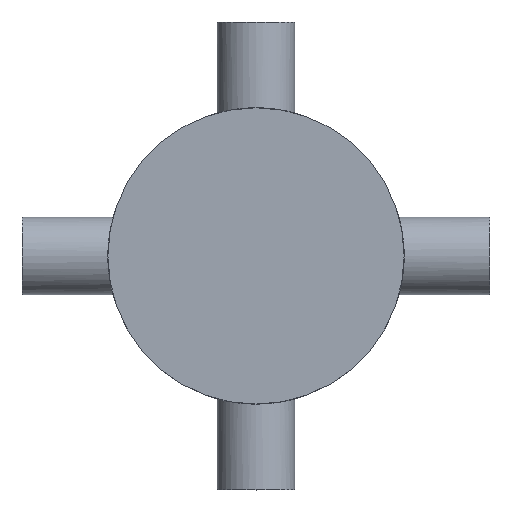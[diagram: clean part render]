
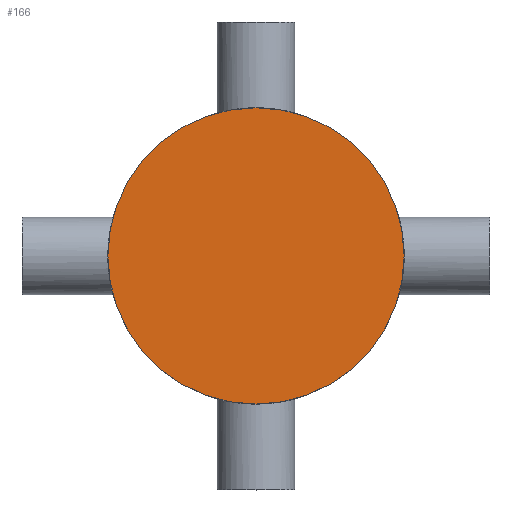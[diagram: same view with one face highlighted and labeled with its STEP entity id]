
A CAD part, top view. The second image highlights one B-rep face of the part: STEP entity #166.
In plain terms, the highlighted planar face has unit normal (0, 0, 1).
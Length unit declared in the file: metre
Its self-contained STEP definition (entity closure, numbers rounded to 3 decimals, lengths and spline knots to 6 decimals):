
#20=PLANE('',#201);
#50=ORIENTED_EDGE('',*,*,#88,.T.);
#51=ORIENTED_EDGE('',*,*,#81,.T.);
#52=ORIENTED_EDGE('',*,*,#84,.T.);
#53=ORIENTED_EDGE('',*,*,#74,.T.);
#74=EDGE_CURVE('',#94,#95,#106,.T.);
#81=EDGE_CURVE('',#98,#101,#109,.T.);
#84=EDGE_CURVE('',#101,#94,#111,.T.);
#88=EDGE_CURVE('',#95,#98,#113,.T.);
#94=VERTEX_POINT('',#272);
#95=VERTEX_POINT('',#273);
#98=VERTEX_POINT('',#305);
#101=VERTEX_POINT('',#318);
#106=CIRCLE('',#190,0.019);
#109=CIRCLE('',#194,0.019);
#111=CIRCLE('',#197,0.019);
#113=CIRCLE('',#200,0.019);
#122=EDGE_LOOP('',(#50,#51,#52,#53));
#140=FACE_BOUND('',#122,.T.);
#166=ADVANCED_FACE('',(#140),#20,.T.);
#190=AXIS2_PLACEMENT_3D('',#271,#219,#220);
#194=AXIS2_PLACEMENT_3D('',#319,#227,#228);
#197=AXIS2_PLACEMENT_3D('',#331,#233,#234);
#200=AXIS2_PLACEMENT_3D('',#352,#239,#240);
#201=AXIS2_PLACEMENT_3D('',#362,#241,#242);
#219=DIRECTION('',(0.,0.,1.));
#220=DIRECTION('',(1.,0.,0.));
#227=DIRECTION('',(0.,0.,1.));
#228=DIRECTION('',(1.,0.,0.));
#233=DIRECTION('',(0.,0.,1.));
#234=DIRECTION('',(1.,0.,0.));
#239=DIRECTION('',(0.,0.,1.));
#240=DIRECTION('',(1.,0.,0.));
#241=DIRECTION('',(0.,0.,1.));
#242=DIRECTION('',(1.,0.,0.));
#271=CARTESIAN_POINT('',(-0.023421,0.103328,0.005));
#272=CARTESIAN_POINT('',(-0.023421,0.084328,0.005));
#273=CARTESIAN_POINT('',(-0.004421,0.103328,0.005));
#305=CARTESIAN_POINT('',(-0.023421,0.122328,0.005));
#318=CARTESIAN_POINT('',(-0.042421,0.103328,0.005));
#319=CARTESIAN_POINT('',(-0.023421,0.103328,0.005));
#331=CARTESIAN_POINT('',(-0.023421,0.103328,0.005));
#352=CARTESIAN_POINT('',(-0.023421,0.103328,0.005));
#362=CARTESIAN_POINT('',(-0.023421,0.103328,0.005));
